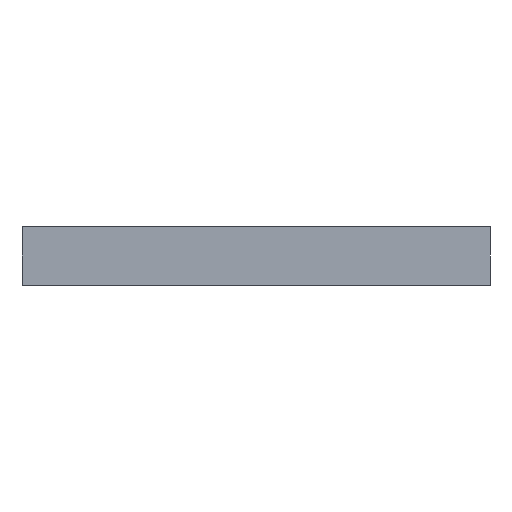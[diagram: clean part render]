
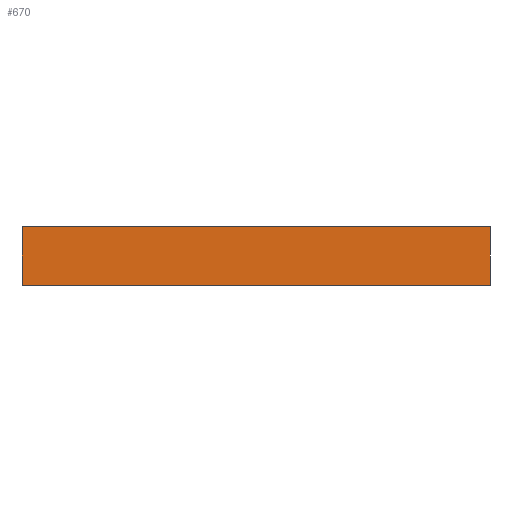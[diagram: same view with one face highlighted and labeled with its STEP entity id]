
A CAD part, front view. The second image highlights one B-rep face of the part: STEP entity #670.
In plain terms, the highlighted planar face has unit normal (0, -1, 0).
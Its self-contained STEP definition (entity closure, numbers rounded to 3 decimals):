
#45 = VERTEX_POINT ( 'NONE', #830 ) ;
#66 = CARTESIAN_POINT ( 'NONE',  ( -20., -35., 5. ) ) ;
#100 = VECTOR ( 'NONE', #996, 1000. ) ;
#106 = ORIENTED_EDGE ( 'NONE', *, *, #262, .F. ) ;
#133 = CARTESIAN_POINT ( 'NONE',  ( -20., -35., 0. ) ) ;
#213 = EDGE_CURVE ( 'NONE', #683, #620, #779, .T. ) ;
#216 = CARTESIAN_POINT ( 'NONE',  ( 20., -35., 5. ) ) ;
#220 = CARTESIAN_POINT ( 'NONE',  ( -20., -35., 0. ) ) ;
#237 = LINE ( 'NONE', #220, #498 ) ;
#262 = EDGE_CURVE ( 'NONE', #542, #45, #1007, .T. ) ;
#272 = DIRECTION ( 'NONE',  ( 0., 1., 0. ) ) ;
#280 = LINE ( 'NONE', #440, #100 ) ;
#337 = ORIENTED_EDGE ( 'NONE', *, *, #576, .F. ) ;
#374 = CARTESIAN_POINT ( 'NONE',  ( -20., -35., 5. ) ) ;
#440 = CARTESIAN_POINT ( 'NONE',  ( -20., -35., 5. ) ) ;
#465 = FACE_OUTER_BOUND ( 'NONE', #771, .T. ) ;
#498 = VECTOR ( 'NONE', #631, 1000. ) ;
#542 = VERTEX_POINT ( 'NONE', #697 ) ;
#576 = EDGE_CURVE ( 'NONE', #683, #542, #280, .T. ) ;
#612 = DIRECTION ( 'NONE',  ( 0., 0., -1. ) ) ;
#620 = VERTEX_POINT ( 'NONE', #133 ) ;
#631 = DIRECTION ( 'NONE',  ( 1., 0., 0. ) ) ;
#646 = ORIENTED_EDGE ( 'NONE', *, *, #775, .T. ) ;
#670 = ADVANCED_FACE ( 'NONE', ( #465 ), #841, .F. ) ;
#683 = VERTEX_POINT ( 'NONE', #374 ) ;
#697 = CARTESIAN_POINT ( 'NONE',  ( 20., -35., 5. ) ) ;
#704 = VECTOR ( 'NONE', #612, 1000. ) ;
#729 = VECTOR ( 'NONE', #1006, 1000. ) ;
#735 = AXIS2_PLACEMENT_3D ( 'NONE', #915, #272, #847 ) ;
#771 = EDGE_LOOP ( 'NONE', ( #646, #106, #337, #815 ) ) ;
#775 = EDGE_CURVE ( 'NONE', #620, #45, #237, .T. ) ;
#779 = LINE ( 'NONE', #66, #704 ) ;
#815 = ORIENTED_EDGE ( 'NONE', *, *, #213, .T. ) ;
#830 = CARTESIAN_POINT ( 'NONE',  ( 20., -35., 0. ) ) ;
#841 = PLANE ( 'NONE',  #735 ) ;
#847 = DIRECTION ( 'NONE',  ( 0., 0., 1. ) ) ;
#915 = CARTESIAN_POINT ( 'NONE',  ( -20., -35., 5. ) ) ;
#996 = DIRECTION ( 'NONE',  ( 1., 0., 0. ) ) ;
#1006 = DIRECTION ( 'NONE',  ( 0., 0., -1. ) ) ;
#1007 = LINE ( 'NONE', #216, #729 ) ;
